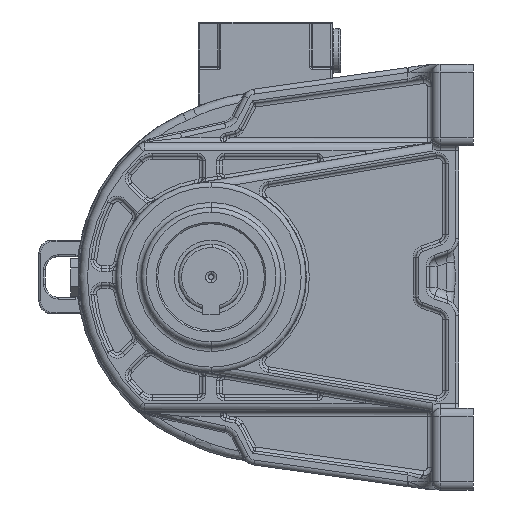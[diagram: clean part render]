
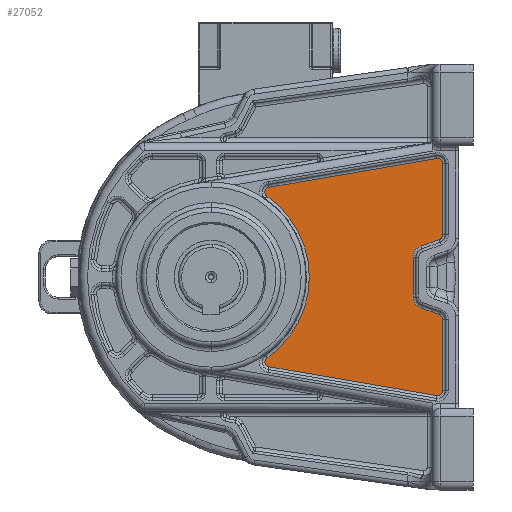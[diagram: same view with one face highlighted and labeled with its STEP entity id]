
A CAD part, left-side view. The second image highlights one B-rep face of the part: STEP entity #27052.
In plain terms, the highlighted planar face has unit normal (-1, 0, 0).
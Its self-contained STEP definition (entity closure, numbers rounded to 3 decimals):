
#1043 = VECTOR ( 'NONE', #68861, 1000. ) ;
#1422 = ORIENTED_EDGE ( 'NONE', *, *, #16441, .F. ) ;
#1521 = CIRCLE ( 'NONE', #42496, 3. ) ;
#2470 = VERTEX_POINT ( 'NONE', #13737 ) ;
#3029 = DIRECTION ( 'NONE',  ( 0., 0., -1. ) ) ;
#3964 = VERTEX_POINT ( 'NONE', #48541 ) ;
#4358 = ORIENTED_EDGE ( 'NONE', *, *, #44971, .F. ) ;
#5007 = CARTESIAN_POINT ( 'NONE',  ( -138.5, -94.315, 12.199 ) ) ;
#5966 = EDGE_CURVE ( 'NONE', #65036, #63390, #54942, .T. ) ;
#6546 = EDGE_LOOP ( 'NONE', ( #70287, #49865, #28251, #51243, #59179, #20872, #61084, #1422, #49858, #69529, #20621, #39074, #24466, #69650, #28395, #4358 ) ) ;
#6691 = DIRECTION ( 'NONE',  ( 1., 0., 0. ) ) ;
#6805 = CIRCLE ( 'NONE', #40785, 3. ) ;
#7748 = CARTESIAN_POINT ( 'NONE',  ( -138.5, -103.341, 22.934 ) ) ;
#8360 = VECTOR ( 'NONE', #72250, 1000. ) ;
#8415 = CARTESIAN_POINT ( 'NONE',  ( -138.5, -105.315, 69.386 ) ) ;
#9083 = AXIS2_PLACEMENT_3D ( 'NONE', #20454, #43541, #71399 ) ;
#10104 = EDGE_CURVE ( 'NONE', #39593, #3964, #6805, .T. ) ;
#11092 = VERTEX_POINT ( 'NONE', #48148 ) ;
#11379 = EDGE_CURVE ( 'NONE', #41291, #19488, #44207, .T. ) ;
#12603 = AXIS2_PLACEMENT_3D ( 'NONE', #29761, #6691, #18789 ) ;
#13248 = EDGE_CURVE ( 'NONE', #11092, #71171, #65489, .T. ) ;
#13737 = CARTESIAN_POINT ( 'NONE',  ( -138.5, 1.897, 49.338 ) ) ;
#16079 = CARTESIAN_POINT ( 'NONE',  ( -138.5, 0.697, 54.762 ) ) ;
#16441 = EDGE_CURVE ( 'NONE', #19404, #44122, #61983, .T. ) ;
#17679 = CIRCLE ( 'NONE', #39928, 3. ) ;
#17726 = AXIS2_PLACEMENT_3D ( 'NONE', #70391, #70745, #26053 ) ;
#18748 = CARTESIAN_POINT ( 'NONE',  ( -138.5, 1.897, -49.338 ) ) ;
#18789 = DIRECTION ( 'NONE',  ( 0., -1., 0. ) ) ;
#19404 = VERTEX_POINT ( 'NONE', #60564 ) ;
#19488 = VERTEX_POINT ( 'NONE', #7748 ) ;
#20264 = LINE ( 'NONE', #64956, #63436 ) ;
#20454 = CARTESIAN_POINT ( 'NONE',  ( -138.5, -102.315, 69.386 ) ) ;
#20581 = DIRECTION ( 'NONE',  ( 0., -0.569, -0.822 ) ) ;
#20621 = ORIENTED_EDGE ( 'NONE', *, *, #49714, .F. ) ;
#20872 = ORIENTED_EDGE ( 'NONE', *, *, #13248, .F. ) ;
#21831 = CARTESIAN_POINT ( 'NONE',  ( -138.5, 0.697, 54.762 ) ) ;
#22201 = DIRECTION ( 'NONE',  ( -1., 0., 0. ) ) ;
#23304 = DIRECTION ( 'NONE',  ( 1., 0., 0. ) ) ;
#24466 = ORIENTED_EDGE ( 'NONE', *, *, #5966, .F. ) ;
#24476 = DIRECTION ( 'NONE',  ( 0., 0.986, 0.169 ) ) ;
#25746 = CARTESIAN_POINT ( 'NONE',  ( -138.5, 36.04, 0. ) ) ;
#25829 = EDGE_CURVE ( 'NONE', #63390, #59797, #48890, .T. ) ;
#25946 = DIRECTION ( 'NONE',  ( -1., 0., 0. ) ) ;
#26053 = DIRECTION ( 'NONE',  ( 0., 0.169, -0.986 ) ) ;
#26895 = DIRECTION ( 'NONE',  ( 1., 0., 0. ) ) ;
#27052 = ADVANCED_FACE ( 'NONE', ( #43138 ), #29704, .T. ) ;
#27367 = DIRECTION ( 'NONE',  ( 0., 0.342, 0.94 ) ) ;
#28071 = CARTESIAN_POINT ( 'NONE',  ( -138.5, -94.315, -12.199 ) ) ;
#28142 = EDGE_CURVE ( 'NONE', #44122, #11092, #32966, .T. ) ;
#28251 = ORIENTED_EDGE ( 'NONE', *, *, #57765, .F. ) ;
#28395 = ORIENTED_EDGE ( 'NONE', *, *, #35251, .F. ) ;
#28439 = DIRECTION ( 'NONE',  ( 0., 0.569, -0.822 ) ) ;
#28782 = DIRECTION ( 'NONE',  ( 0., -1., 0. ) ) ;
#28909 = VERTEX_POINT ( 'NONE', #18748 ) ;
#29305 = LINE ( 'NONE', #51645, #1043 ) ;
#29355 = DIRECTION ( 'NONE',  ( 0., 0., 1. ) ) ;
#29704 = PLANE ( 'NONE',  #30837 ) ;
#29761 = CARTESIAN_POINT ( 'NONE',  ( -138.5, -102.315, 25.753 ) ) ;
#30378 = AXIS2_PLACEMENT_3D ( 'NONE', #5007, #25946, #27367 ) ;
#30581 = CIRCLE ( 'NONE', #17726, 3. ) ;
#30837 = AXIS2_PLACEMENT_3D ( 'NONE', #46556, #46933, #29355 ) ;
#30860 = DIRECTION ( 'NONE',  ( -1., 0., 0. ) ) ;
#32966 = LINE ( 'NONE', #65219, #59024 ) ;
#33061 = LINE ( 'NONE', #55403, #8360 ) ;
#33901 = AXIS2_PLACEMENT_3D ( 'NONE', #28071, #22201, #66903 ) ;
#33933 = CARTESIAN_POINT ( 'NONE',  ( -138.5, -102.315, -69.386 ) ) ;
#35251 = EDGE_CURVE ( 'NONE', #28909, #2470, #61607, .T. ) ;
#36397 = DIRECTION ( 'NONE',  ( 0., 0.94, -0.342 ) ) ;
#36749 = CARTESIAN_POINT ( 'NONE',  ( -138.5, -103.341, 22.934 ) ) ;
#38448 = DIRECTION ( 'NONE',  ( 0., -0.986, 0.169 ) ) ;
#38519 = CARTESIAN_POINT ( 'NONE',  ( -138.5, -103.341, -22.934 ) ) ;
#38642 = CARTESIAN_POINT ( 'NONE',  ( -138.5, -101.808, -72.342 ) ) ;
#39074 = ORIENTED_EDGE ( 'NONE', *, *, #25829, .F. ) ;
#39593 = VERTEX_POINT ( 'NONE', #38519 ) ;
#39623 = LINE ( 'NONE', #67456, #44447 ) ;
#39928 = AXIS2_PLACEMENT_3D ( 'NONE', #56992, #23304, #28439 ) ;
#40151 = CARTESIAN_POINT ( 'NONE',  ( -138.5, 0.697, -54.762 ) ) ;
#40550 = AXIS2_PLACEMENT_3D ( 'NONE', #25746, #30860, #20581 ) ;
#40785 = AXIS2_PLACEMENT_3D ( 'NONE', #61659, #26895, #49233 ) ;
#41108 = CARTESIAN_POINT ( 'NONE',  ( -138.5, -87.315, 12.199 ) ) ;
#41180 = EDGE_CURVE ( 'NONE', #48212, #66915, #39623, .T. ) ;
#41291 = VERTEX_POINT ( 'NONE', #53396 ) ;
#42496 = AXIS2_PLACEMENT_3D ( 'NONE', #33933, #66168, #28782 ) ;
#42613 = EDGE_CURVE ( 'NONE', #2470, #65036, #17679, .T. ) ;
#43085 = EDGE_CURVE ( 'NONE', #19488, #19404, #58716, .T. ) ;
#43138 = FACE_OUTER_BOUND ( 'NONE', #6546, .T. ) ;
#43541 = DIRECTION ( 'NONE',  ( 1., 0., 0. ) ) ;
#44122 = VERTEX_POINT ( 'NONE', #41108 ) ;
#44207 = CIRCLE ( 'NONE', #12603, 3. ) ;
#44447 = VECTOR ( 'NONE', #24476, 1000. ) ;
#44655 = VECTOR ( 'NONE', #36397, 1000. ) ;
#44971 = EDGE_CURVE ( 'NONE', #66915, #28909, #30581, .T. ) ;
#46556 = CARTESIAN_POINT ( 'NONE',  ( -138.5, 0., 0. ) ) ;
#46933 = DIRECTION ( 'NONE',  ( -1., 0., 0. ) ) ;
#48148 = CARTESIAN_POINT ( 'NONE',  ( -138.5, -87.315, -12.199 ) ) ;
#48212 = VERTEX_POINT ( 'NONE', #38642 ) ;
#48541 = CARTESIAN_POINT ( 'NONE',  ( -138.5, -105.315, -25.753 ) ) ;
#48890 = CIRCLE ( 'NONE', #9083, 3. ) ;
#49233 = DIRECTION ( 'NONE',  ( 0., -0.342, 0.94 ) ) ;
#49714 = EDGE_CURVE ( 'NONE', #59797, #41291, #33061, .T. ) ;
#49858 = ORIENTED_EDGE ( 'NONE', *, *, #43085, .F. ) ;
#49865 = ORIENTED_EDGE ( 'NONE', *, *, #67863, .F. ) ;
#51243 = ORIENTED_EDGE ( 'NONE', *, *, #10104, .F. ) ;
#51645 = CARTESIAN_POINT ( 'NONE',  ( -138.5, -91.921, -18.777 ) ) ;
#51784 = EDGE_CURVE ( 'NONE', #71171, #39593, #29305, .T. ) ;
#53396 = CARTESIAN_POINT ( 'NONE',  ( -138.5, -105.315, 25.753 ) ) ;
#54942 = LINE ( 'NONE', #16079, #68538 ) ;
#55403 = CARTESIAN_POINT ( 'NONE',  ( -138.5, -105.315, 69.386 ) ) ;
#55438 = CARTESIAN_POINT ( 'NONE',  ( -138.5, -105.315, -69.386 ) ) ;
#56992 = CARTESIAN_POINT ( 'NONE',  ( -138.5, 0.19, 51.805 ) ) ;
#57765 = EDGE_CURVE ( 'NONE', #3964, #63916, #20264, .T. ) ;
#58716 = LINE ( 'NONE', #36749, #44655 ) ;
#59024 = VECTOR ( 'NONE', #71815, 1000. ) ;
#59179 = ORIENTED_EDGE ( 'NONE', *, *, #51784, .F. ) ;
#59797 = VERTEX_POINT ( 'NONE', #8415 ) ;
#60564 = CARTESIAN_POINT ( 'NONE',  ( -138.5, -91.921, 18.777 ) ) ;
#61084 = ORIENTED_EDGE ( 'NONE', *, *, #28142, .F. ) ;
#61607 = CIRCLE ( 'NONE', #40550, 60. ) ;
#61659 = CARTESIAN_POINT ( 'NONE',  ( -138.5, -102.315, -25.753 ) ) ;
#61720 = CARTESIAN_POINT ( 'NONE',  ( -138.5, -91.921, -18.777 ) ) ;
#61983 = CIRCLE ( 'NONE', #30378, 7. ) ;
#63390 = VERTEX_POINT ( 'NONE', #64610 ) ;
#63436 = VECTOR ( 'NONE', #3029, 1000. ) ;
#63916 = VERTEX_POINT ( 'NONE', #55438 ) ;
#64610 = CARTESIAN_POINT ( 'NONE',  ( -138.5, -101.808, 72.342 ) ) ;
#64956 = CARTESIAN_POINT ( 'NONE',  ( -138.5, -105.315, -25.753 ) ) ;
#65036 = VERTEX_POINT ( 'NONE', #21831 ) ;
#65219 = CARTESIAN_POINT ( 'NONE',  ( -138.5, -87.315, 12.199 ) ) ;
#65489 = CIRCLE ( 'NONE', #33901, 7. ) ;
#66168 = DIRECTION ( 'NONE',  ( 1., 0., 0. ) ) ;
#66903 = DIRECTION ( 'NONE',  ( 0., 1., 0. ) ) ;
#66915 = VERTEX_POINT ( 'NONE', #40151 ) ;
#67456 = CARTESIAN_POINT ( 'NONE',  ( -138.5, -101.808, -72.342 ) ) ;
#67863 = EDGE_CURVE ( 'NONE', #63916, #48212, #1521, .T. ) ;
#68538 = VECTOR ( 'NONE', #38448, 1000. ) ;
#68861 = DIRECTION ( 'NONE',  ( 0., -0.94, -0.342 ) ) ;
#69529 = ORIENTED_EDGE ( 'NONE', *, *, #11379, .F. ) ;
#69650 = ORIENTED_EDGE ( 'NONE', *, *, #42613, .F. ) ;
#70287 = ORIENTED_EDGE ( 'NONE', *, *, #41180, .F. ) ;
#70391 = CARTESIAN_POINT ( 'NONE',  ( -138.5, 0.19, -51.805 ) ) ;
#70745 = DIRECTION ( 'NONE',  ( 1., 0., 0. ) ) ;
#71171 = VERTEX_POINT ( 'NONE', #61720 ) ;
#71399 = DIRECTION ( 'NONE',  ( 0., 0.169, 0.986 ) ) ;
#71815 = DIRECTION ( 'NONE',  ( 0., 0., -1. ) ) ;
#72250 = DIRECTION ( 'NONE',  ( 0., 0., -1. ) ) ;
